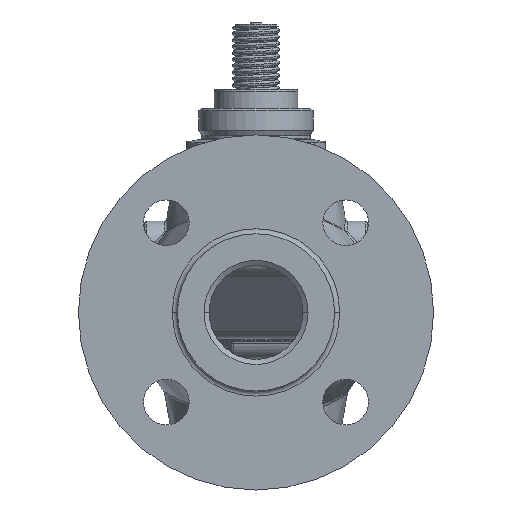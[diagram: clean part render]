
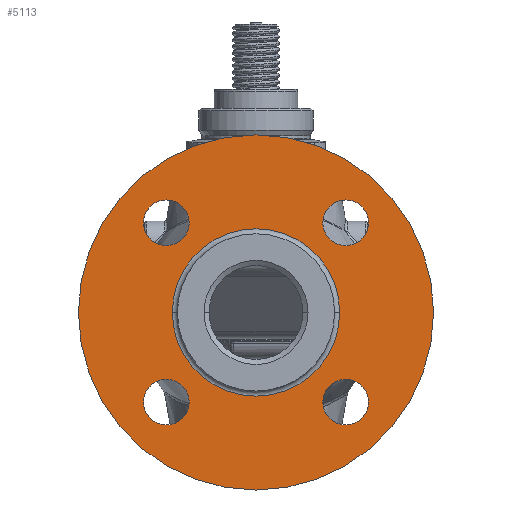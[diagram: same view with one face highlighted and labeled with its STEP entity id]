
A CAD part, left-side view. The second image highlights one B-rep face of the part: STEP entity #5113.
In plain terms, the highlighted planar face has unit normal (-1, 0, 0).
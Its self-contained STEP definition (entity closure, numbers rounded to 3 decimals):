
#69=CARTESIAN_POINT('',(-88.,0.,0.));
#70=DIRECTION('',(-1.,0.,0.));
#71=DIRECTION('',(0.,1.,0.));
#72=AXIS2_PLACEMENT_3D('',#69,#70,#71);
#74=CARTESIAN_POINT('',(-88.,0.,0.));
#75=DIRECTION('',(1.,0.,0.));
#76=DIRECTION('',(0.,1.,0.));
#77=AXIS2_PLACEMENT_3D('',#74,#75,#76);
#79=CARTESIAN_POINT('',(-88.,-35.355,35.355));
#80=DIRECTION('',(1.,0.,0.));
#81=DIRECTION('',(0.,1.,0.));
#82=AXIS2_PLACEMENT_3D('',#79,#80,#81);
#84=CARTESIAN_POINT('',(-88.,-35.355,35.355));
#85=DIRECTION('',(1.,0.,0.));
#86=DIRECTION('',(0.,-1.,0.));
#87=AXIS2_PLACEMENT_3D('',#84,#85,#86);
#89=CARTESIAN_POINT('',(-88.,35.355,35.355));
#90=DIRECTION('',(1.,0.,0.));
#91=DIRECTION('',(0.,1.,0.));
#92=AXIS2_PLACEMENT_3D('',#89,#90,#91);
#94=CARTESIAN_POINT('',(-88.,35.355,35.355));
#95=DIRECTION('',(1.,0.,0.));
#96=DIRECTION('',(0.,-1.,0.));
#97=AXIS2_PLACEMENT_3D('',#94,#95,#96);
#99=CARTESIAN_POINT('',(-88.,35.355,-35.355));
#100=DIRECTION('',(1.,0.,0.));
#101=DIRECTION('',(0.,1.,0.));
#102=AXIS2_PLACEMENT_3D('',#99,#100,#101);
#104=CARTESIAN_POINT('',(-88.,35.355,-35.355));
#105=DIRECTION('',(1.,0.,0.));
#106=DIRECTION('',(0.,-1.,0.));
#107=AXIS2_PLACEMENT_3D('',#104,#105,#106);
#109=CARTESIAN_POINT('',(-88.,-35.355,-35.355));
#110=DIRECTION('',(1.,0.,0.));
#111=DIRECTION('',(0.,1.,0.));
#112=AXIS2_PLACEMENT_3D('',#109,#110,#111);
#114=CARTESIAN_POINT('',(-88.,-35.355,-35.355));
#115=DIRECTION('',(1.,0.,0.));
#116=DIRECTION('',(0.,-1.,0.));
#117=AXIS2_PLACEMENT_3D('',#114,#115,#116);
#119=CARTESIAN_POINT('',(-88.,0.,0.));
#120=DIRECTION('',(1.,0.,0.));
#121=DIRECTION('',(0.,1.,0.));
#122=AXIS2_PLACEMENT_3D('',#119,#120,#121);
#134=CARTESIAN_POINT('',(-88.,0.,0.));
#135=DIRECTION('',(-1.,0.,0.));
#136=DIRECTION('',(0.,1.,0.));
#137=AXIS2_PLACEMENT_3D('',#134,#135,#136);
#4375=CARTESIAN_POINT('',(-88.,70.,0.));
#4377=VERTEX_POINT('',#4375);
#4378=CARTESIAN_POINT('',(-88.,33.,0.));
#4380=VERTEX_POINT('',#4378);
#4397=CARTESIAN_POINT('',(-88.,-70.,0.));
#4399=VERTEX_POINT('',#4397);
#4400=CARTESIAN_POINT('',(-88.,-33.,0.));
#4402=VERTEX_POINT('',#4400);
#4497=CARTESIAN_POINT('',(-88.,-26.355,35.355));
#4498=CARTESIAN_POINT('',(-88.,-44.355,35.355));
#4499=VERTEX_POINT('',#4497);
#4500=VERTEX_POINT('',#4498);
#4505=CARTESIAN_POINT('',(-88.,44.355,35.355));
#4506=CARTESIAN_POINT('',(-88.,26.355,35.355));
#4507=VERTEX_POINT('',#4505);
#4508=VERTEX_POINT('',#4506);
#4513=CARTESIAN_POINT('',(-88.,44.355,-35.355));
#4514=CARTESIAN_POINT('',(-88.,26.355,-35.355));
#4515=VERTEX_POINT('',#4513);
#4516=VERTEX_POINT('',#4514);
#4521=CARTESIAN_POINT('',(-88.,-26.355,-35.355));
#4522=CARTESIAN_POINT('',(-88.,-44.355,-35.355));
#4523=VERTEX_POINT('',#4521);
#4524=VERTEX_POINT('',#4522);
#5074=CARTESIAN_POINT('',(-88.,0.,0.));
#5075=DIRECTION('',(1.,0.,0.));
#5076=DIRECTION('',(0.,-1.,0.));
#5077=AXIS2_PLACEMENT_3D('',#5074,#5075,#5076);
#5078=PLANE('',#5077);
#5079=ORIENTED_EDGE('',*,*,#5067,.F.);
#5080=ORIENTED_EDGE('',*,*,#5056,.T.);
#5081=EDGE_LOOP('',(#5079,#5080));
#5082=FACE_OUTER_BOUND('',#5081,.F.);
#5084=ORIENTED_EDGE('',*,*,#5083,.F.);
#5086=ORIENTED_EDGE('',*,*,#5085,.T.);
#5087=EDGE_LOOP('',(#5084,#5086));
#5088=FACE_BOUND('',#5087,.F.);
#5090=ORIENTED_EDGE('',*,*,#5089,.F.);
#5092=ORIENTED_EDGE('',*,*,#5091,.F.);
#5093=EDGE_LOOP('',(#5090,#5092));
#5094=FACE_BOUND('',#5093,.F.);
#5096=ORIENTED_EDGE('',*,*,#5095,.F.);
#5098=ORIENTED_EDGE('',*,*,#5097,.F.);
#5099=EDGE_LOOP('',(#5096,#5098));
#5100=FACE_BOUND('',#5099,.F.);
#5102=ORIENTED_EDGE('',*,*,#5101,.F.);
#5104=ORIENTED_EDGE('',*,*,#5103,.F.);
#5105=EDGE_LOOP('',(#5102,#5104));
#5106=FACE_BOUND('',#5105,.F.);
#5108=ORIENTED_EDGE('',*,*,#5107,.F.);
#5110=ORIENTED_EDGE('',*,*,#5109,.F.);
#5111=EDGE_LOOP('',(#5108,#5110));
#5112=FACE_BOUND('',#5111,.F.);
#5113=ADVANCED_FACE('',(#5082,#5088,#5094,#5100,#5106,#5112),#5078,.F.);
#73=CIRCLE('',#72,70.);
#78=CIRCLE('',#77,70.);
#83=CIRCLE('',#82,9.);
#88=CIRCLE('',#87,9.);
#93=CIRCLE('',#92,9.);
#98=CIRCLE('',#97,9.);
#103=CIRCLE('',#102,9.);
#108=CIRCLE('',#107,9.);
#113=CIRCLE('',#112,9.);
#118=CIRCLE('',#117,9.);
#123=CIRCLE('',#122,33.);
#138=CIRCLE('',#137,33.);
#5056=EDGE_CURVE('',#4377,#4399,#78,.T.);
#5067=EDGE_CURVE('',#4377,#4399,#73,.T.);
#5083=EDGE_CURVE('',#4380,#4402,#123,.T.);
#5085=EDGE_CURVE('',#4380,#4402,#138,.T.);
#5089=EDGE_CURVE('',#4499,#4500,#83,.T.);
#5091=EDGE_CURVE('',#4500,#4499,#88,.T.);
#5095=EDGE_CURVE('',#4507,#4508,#93,.T.);
#5097=EDGE_CURVE('',#4508,#4507,#98,.T.);
#5101=EDGE_CURVE('',#4515,#4516,#103,.T.);
#5103=EDGE_CURVE('',#4516,#4515,#108,.T.);
#5107=EDGE_CURVE('',#4523,#4524,#113,.T.);
#5109=EDGE_CURVE('',#4524,#4523,#118,.T.);
